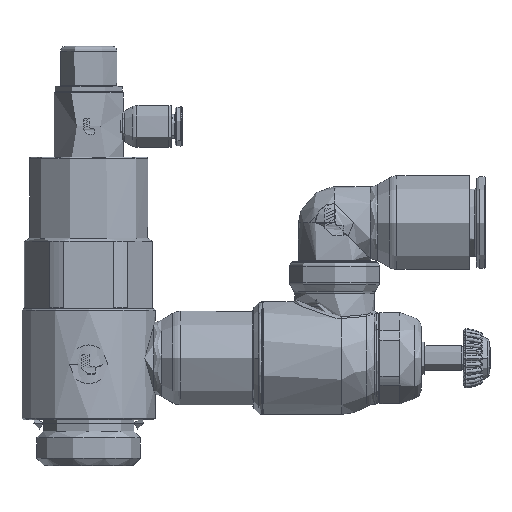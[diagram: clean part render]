
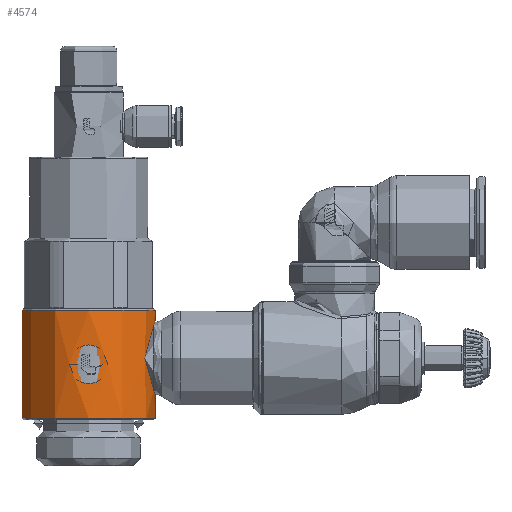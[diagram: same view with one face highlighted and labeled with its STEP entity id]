
A CAD part, top view. The second image highlights one B-rep face of the part: STEP entity #4574.
In plain terms, the highlighted cylindrical face has radius 13.5 mm (diameter 27 mm), a partial arc.
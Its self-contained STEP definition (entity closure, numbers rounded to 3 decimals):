
#4574=ADVANCED_FACE('',(#11708,#11709),#11710,.T.);
#11708=FACE_OUTER_BOUND('',#23079,.T.);
#11709=FACE_BOUND('',#23080,.T.);
#11710=CYLINDRICAL_SURFACE('',#23081,13.5);
#23079=EDGE_LOOP('',(#49602,#49603,#49604,#49605,#49606,#49607,#49608,#49609));
#23080=EDGE_LOOP('',(#49610,#49611));
#23081=AXIS2_PLACEMENT_3D('',#49612,#49613,#49614);
#49602=ORIENTED_EDGE('',*,*,#77160,.T.);
#49603=ORIENTED_EDGE('',*,*,#76283,.F.);
#49604=ORIENTED_EDGE('',*,*,#76425,.F.);
#49605=ORIENTED_EDGE('',*,*,#76281,.F.);
#49606=ORIENTED_EDGE('',*,*,#77161,.T.);
#49607=ORIENTED_EDGE('',*,*,#77162,.F.);
#49608=ORIENTED_EDGE('',*,*,#77163,.T.);
#49609=ORIENTED_EDGE('',*,*,#77164,.F.);
#49610=ORIENTED_EDGE('',*,*,#77165,.T.);
#49611=ORIENTED_EDGE('',*,*,#77166,.T.);
#49612=CARTESIAN_POINT('',(0.0,8.175,0.0));
#49613=DIRECTION('',(0.0,-1.0,0.0));
#49614=DIRECTION('',(1.0,0.0,0.0));
#76281=EDGE_CURVE('',#88572,#88574,#88575,.T.);
#76283=EDGE_CURVE('',#88576,#88567,#88578,.T.);
#76425=EDGE_CURVE('',#88574,#88576,#88831,.T.);
#77160=EDGE_CURVE('',#90114,#88567,#90115,.T.);
#77161=EDGE_CURVE('',#88572,#90116,#90117,.T.);
#77162=EDGE_CURVE('',#90118,#90116,#90119,.T.);
#77163=EDGE_CURVE('',#90118,#90120,#90121,.T.);
#77164=EDGE_CURVE('',#90114,#90120,#90122,.T.);
#77165=EDGE_CURVE('',#90123,#90124,#90125,.T.);
#77166=EDGE_CURVE('',#90124,#90123,#90126,.T.);
#88567=VERTEX_POINT('',#107751);
#88572=VERTEX_POINT('',#107756);
#88574=VERTEX_POINT('',#107758);
#88575=B_SPLINE_CURVE_WITH_KNOTS('',3,(#107759,#107760,#107761,#107762,#107763,#107764),.UNSPECIFIED.,.F.,.F.,(4,2,4),(2.67,2.902,3.005),.UNSPECIFIED.);
#88576=VERTEX_POINT('',#107765);
#88578=B_SPLINE_CURVE_WITH_KNOTS('',3,(#107767,#107768,#107769,#107770,#107771,#107772),.UNSPECIFIED.,.F.,.F.,(4,2,4),(2.751,2.845,2.922),.UNSPECIFIED.);
#88831=B_SPLINE_CURVE_WITH_KNOTS('',3,(#108207,#108208,#108209,#108210,#108211,#108212,#108213,#108214,#108215,#108216,#108217,#108218,#108219,#108220),.UNSPECIFIED.,.F.,.F.,(4,2,2,2,2,2,4),(1.427,1.689,1.972,2.254,2.536,2.818,3.08),.UNSPECIFIED.);
#90114=VERTEX_POINT('',#110753);
#90115=LINE('',#110754,#110755);
#90116=VERTEX_POINT('',#110756);
#90117=LINE('',#110757,#110758);
#90118=VERTEX_POINT('',#110759);
#90119=CIRCLE('',#110760,13.5);
#90120=VERTEX_POINT('',#110761);
#90121=LINE('',#110762,#110763);
#90122=CIRCLE('',#110764,13.5);
#90123=VERTEX_POINT('',#110765);
#90124=VERTEX_POINT('',#110766);
#90125=B_SPLINE_CURVE_WITH_KNOTS('',3,(#110767,#110768,#110769,#110770,#110771,#110772,#110773,#110774,#110775,#110776,#110777,#110778,#110779,#110780,#110781,#110782,#110783,#110784),.UNSPECIFIED.,.F.,.F.,(4,2,2,2,2,2,2,2,4),(-2.365,-2.217,-2.069,-1.922,-1.774,-1.626,-1.478,-1.33,-1.183),.UNSPECIFIED.);
#90126=B_SPLINE_CURVE_WITH_KNOTS('',3,(#110785,#110786,#110787,#110788,#110789,#110790,#110791,#110792,#110793,#110794,#110795,#110796,#110797,#110798,#110799,#110800,#110801,#110802),.UNSPECIFIED.,.F.,.F.,(4,2,2,2,2,2,2,2,4),(-1.183,-1.035,-0.887,-0.739,-0.591,-0.443,-0.296,-0.148,0.0),.UNSPECIFIED.);
#107751=CARTESIAN_POINT('',(13.5,14.481,0.0));
#107756=CARTESIAN_POINT('',(13.5,29.119,0.0));
#107758=CARTESIAN_POINT('',(13.162,28.453,3.004));
#107759=CARTESIAN_POINT('',(13.5,29.119,0.));
#107760=CARTESIAN_POINT('',(13.5,29.119,0.727));
#107761=CARTESIAN_POINT('',(13.441,29.004,1.437));
#107762=CARTESIAN_POINT('',(13.284,28.695,2.425));
#107763=CARTESIAN_POINT('',(13.227,28.582,2.719));
#107764=CARTESIAN_POINT('',(13.162,28.453,3.004));
#107765=CARTESIAN_POINT('',(13.162,15.147,3.004));
#107767=CARTESIAN_POINT('',(13.162,15.147,3.004));
#107768=CARTESIAN_POINT('',(13.277,14.918,2.497));
#107769=CARTESIAN_POINT('',(13.368,14.739,1.963));
#107770=CARTESIAN_POINT('',(13.475,14.529,0.941));
#107771=CARTESIAN_POINT('',(13.5,14.481,0.472));
#107772=CARTESIAN_POINT('',(13.5,14.481,0.));
#108207=CARTESIAN_POINT('',(13.162,28.453,3.004));
#108208=CARTESIAN_POINT('',(12.974,28.081,3.828));
#108209=CARTESIAN_POINT('',(12.719,27.554,4.569));
#108210=CARTESIAN_POINT('',(12.21,26.323,5.8));
#108211=CARTESIAN_POINT('',(11.917,25.516,6.358));
#108212=CARTESIAN_POINT('',(11.485,23.726,7.108));
#108213=CARTESIAN_POINT('',(11.356,22.741,7.3));
#108214=CARTESIAN_POINT('',(11.356,20.859,7.3));
#108215=CARTESIAN_POINT('',(11.485,19.874,7.108));
#108216=CARTESIAN_POINT('',(11.917,18.084,6.358));
#108217=CARTESIAN_POINT('',(12.21,17.277,5.8));
#108218=CARTESIAN_POINT('',(12.719,16.046,4.569));
#108219=CARTESIAN_POINT('',(12.974,15.519,3.828));
#108220=CARTESIAN_POINT('',(13.162,15.147,3.004));
#110753=CARTESIAN_POINT('',(13.5,9.6,0.));
#110754=CARTESIAN_POINT('',(13.5,20.55,0.));
#110755=VECTOR('',#145032,1.0);
#110756=CARTESIAN_POINT('',(13.5,31.5,0.0));
#110757=CARTESIAN_POINT('',(13.5,20.55,0.));
#110758=VECTOR('',#145033,1.0);
#110759=CARTESIAN_POINT('',(-13.5,31.5,0.));
#110760=AXIS2_PLACEMENT_3D('',#145034,#145035,#145036);
#110761=CARTESIAN_POINT('',(-13.5,9.6,0.0));
#110762=CARTESIAN_POINT('',(-13.5,20.55,0.));
#110763=VECTOR('',#145037,1.0);
#110764=AXIS2_PLACEMENT_3D('',#145038,#145039,#145040);
#110765=CARTESIAN_POINT('',(3.9,20.55,12.924));
#110766=CARTESIAN_POINT('',(-3.9,20.55,12.924));
#110767=CARTESIAN_POINT('',(3.9,20.55,12.924));
#110768=CARTESIAN_POINT('',(3.9,20.057,12.924));
#110769=CARTESIAN_POINT('',(3.801,19.534,12.956));
#110770=CARTESIAN_POINT('',(3.402,18.574,13.066));
#110771=CARTESIAN_POINT('',(3.102,18.137,13.143));
#110772=CARTESIAN_POINT('',(2.413,17.448,13.287));
#110773=CARTESIAN_POINT('',(1.976,17.148,13.363));
#110774=CARTESIAN_POINT('',(1.016,16.749,13.47));
#110775=CARTESIAN_POINT('',(0.493,16.65,13.5));
#110776=CARTESIAN_POINT('',(-0.493,16.65,13.5));
#110777=CARTESIAN_POINT('',(-1.016,16.749,13.47));
#110778=CARTESIAN_POINT('',(-1.976,17.148,13.363));
#110779=CARTESIAN_POINT('',(-2.413,17.448,13.287));
#110780=CARTESIAN_POINT('',(-3.102,18.137,13.143));
#110781=CARTESIAN_POINT('',(-3.402,18.574,13.066));
#110782=CARTESIAN_POINT('',(-3.801,19.534,12.956));
#110783=CARTESIAN_POINT('',(-3.9,20.057,12.924));
#110784=CARTESIAN_POINT('',(-3.9,20.55,12.924));
#110785=CARTESIAN_POINT('',(-3.9,20.55,12.924));
#110786=CARTESIAN_POINT('',(-3.9,21.043,12.924));
#110787=CARTESIAN_POINT('',(-3.801,21.566,12.956));
#110788=CARTESIAN_POINT('',(-3.402,22.526,13.066));
#110789=CARTESIAN_POINT('',(-3.102,22.963,13.143));
#110790=CARTESIAN_POINT('',(-2.413,23.652,13.287));
#110791=CARTESIAN_POINT('',(-1.976,23.952,13.363));
#110792=CARTESIAN_POINT('',(-1.016,24.351,13.47));
#110793=CARTESIAN_POINT('',(-0.493,24.45,13.5));
#110794=CARTESIAN_POINT('',(0.493,24.45,13.5));
#110795=CARTESIAN_POINT('',(1.016,24.351,13.47));
#110796=CARTESIAN_POINT('',(1.976,23.952,13.363));
#110797=CARTESIAN_POINT('',(2.413,23.652,13.287));
#110798=CARTESIAN_POINT('',(3.102,22.963,13.143));
#110799=CARTESIAN_POINT('',(3.402,22.526,13.066));
#110800=CARTESIAN_POINT('',(3.801,21.566,12.956));
#110801=CARTESIAN_POINT('',(3.9,21.043,12.924));
#110802=CARTESIAN_POINT('',(3.9,20.55,12.924));
#145032=DIRECTION('',(-0.0,1.0,-0.0));
#145033=DIRECTION('',(-0.0,1.0,-0.0));
#145034=CARTESIAN_POINT('',(0.0,31.5,0.0));
#145035=DIRECTION('',(0.0,1.0,0.0));
#145036=DIRECTION('',(-1.0,0.0,0.0));
#145037=DIRECTION('',(0.0,-1.0,0.0));
#145038=CARTESIAN_POINT('',(0.0,9.6,0.0));
#145039=DIRECTION('',(0.0,-1.0,0.0));
#145040=DIRECTION('',(-1.0,0.0,0.0));
